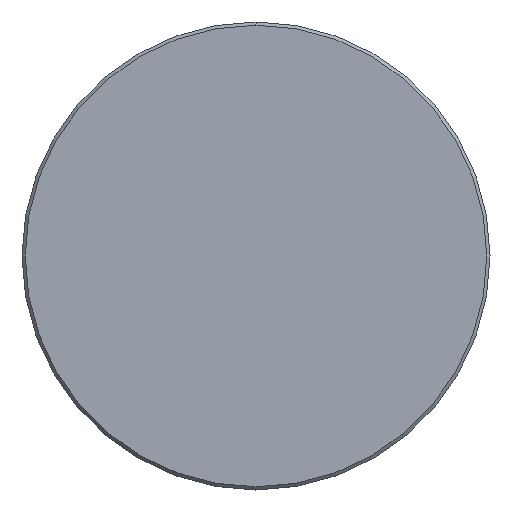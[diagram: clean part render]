
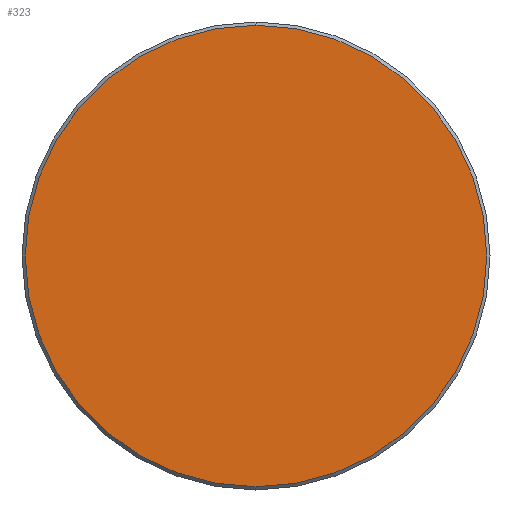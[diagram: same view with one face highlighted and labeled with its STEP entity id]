
A CAD part, left-side view. The second image highlights one B-rep face of the part: STEP entity #323.
In plain terms, the highlighted planar face has unit normal (-1, 0, 0).
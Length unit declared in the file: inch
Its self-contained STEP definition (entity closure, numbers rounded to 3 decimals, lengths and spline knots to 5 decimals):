
#1 = CARTESIAN_POINT ( 'NONE',  ( -8.61, 0., 1.796 ) ) ;
#57 = PLANE ( 'NONE',  #502 ) ;
#79 = ORIENTED_EDGE ( 'NONE', *, *, #815, .T. ) ;
#102 = DIRECTION ( 'NONE',  ( -1., 0., 0. ) ) ;
#112 = EDGE_CURVE ( 'NONE', #415, #654, #129, .T. ) ;
#115 = FACE_OUTER_BOUND ( 'NONE', #832, .T. ) ;
#129 = CIRCLE ( 'NONE', #353, 1.796 ) ;
#164 = CARTESIAN_POINT ( 'NONE',  ( -8.61, 0., -1.796 ) ) ;
#201 = CARTESIAN_POINT ( 'NONE',  ( -8.61, 1.826, 0. ) ) ;
#213 = DIRECTION ( 'NONE',  ( 0., 0., 1. ) ) ;
#323 = ADVANCED_FACE ( 'NONE', ( #115 ), #57, .T. ) ;
#353 = AXIS2_PLACEMENT_3D ( 'NONE', #534, #102, #598 ) ;
#368 = ORIENTED_EDGE ( 'NONE', *, *, #112, .T. ) ;
#395 = DIRECTION ( 'NONE',  ( -1., 0., 0. ) ) ;
#415 = VERTEX_POINT ( 'NONE', #1 ) ;
#502 = AXIS2_PLACEMENT_3D ( 'NONE', #201, #921, #213 ) ;
#534 = CARTESIAN_POINT ( 'NONE',  ( -8.61, 0., 0. ) ) ;
#590 = CIRCLE ( 'NONE', #817, 1.796 ) ;
#598 = DIRECTION ( 'NONE',  ( 0., 0., 1. ) ) ;
#614 = CARTESIAN_POINT ( 'NONE',  ( -8.61, 0., 0. ) ) ;
#654 = VERTEX_POINT ( 'NONE', #164 ) ;
#815 = EDGE_CURVE ( 'NONE', #654, #415, #590, .T. ) ;
#817 = AXIS2_PLACEMENT_3D ( 'NONE', #614, #395, #828 ) ;
#828 = DIRECTION ( 'NONE',  ( 0., 0., 1. ) ) ;
#832 = EDGE_LOOP ( 'NONE', ( #79, #368 ) ) ;
#921 = DIRECTION ( 'NONE',  ( -1., 0., 0. ) ) ;
